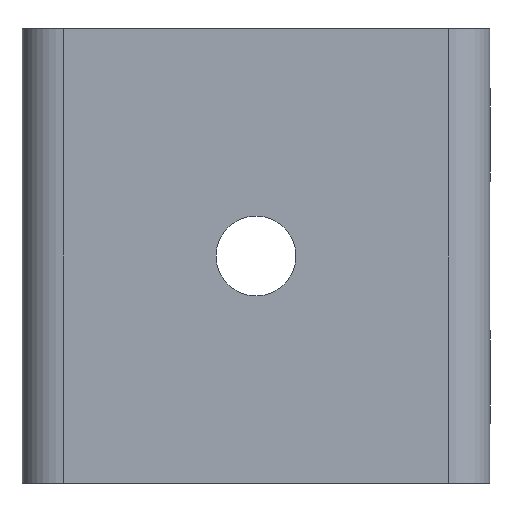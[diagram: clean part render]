
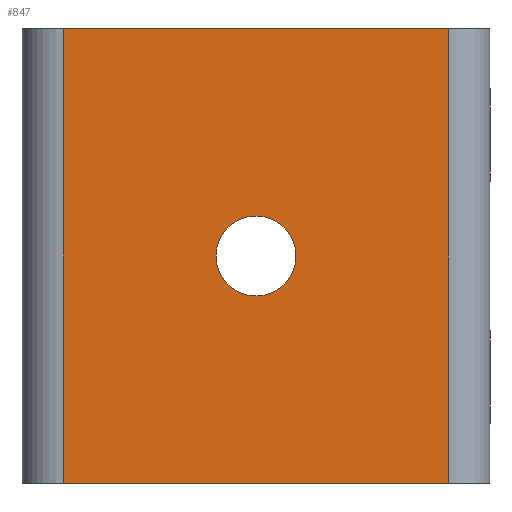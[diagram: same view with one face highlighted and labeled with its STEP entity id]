
A CAD part, left-side view. The second image highlights one B-rep face of the part: STEP entity #847.
In plain terms, the highlighted planar face has unit normal (-1, 0, 0).
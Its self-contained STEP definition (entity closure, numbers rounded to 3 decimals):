
#4 = CIRCLE ( 'NONE', #700, 2.9 ) ;
#11 = VECTOR ( 'NONE', #424, 1000. ) ;
#21 = VECTOR ( 'NONE', #277, 1000. ) ;
#23 = CARTESIAN_POINT ( 'NONE',  ( -1.5, 0., -2.9 ) ) ;
#51 = DIRECTION ( 'NONE',  ( 0., 0., 1. ) ) ;
#67 = FACE_OUTER_BOUND ( 'NONE', #612, .T. ) ;
#72 = PLANE ( 'NONE',  #415 ) ;
#100 = EDGE_CURVE ( 'NONE', #932, #657, #880, .T. ) ;
#145 = CARTESIAN_POINT ( 'NONE',  ( -1.5, 14., -16.5 ) ) ;
#152 = CARTESIAN_POINT ( 'NONE',  ( -1.5, 14., 16.5 ) ) ;
#156 = VERTEX_POINT ( 'NONE', #145 ) ;
#168 = ORIENTED_EDGE ( 'NONE', *, *, #479, .T. ) ;
#174 = AXIS2_PLACEMENT_3D ( 'NONE', #273, #562, #855 ) ;
#198 = CARTESIAN_POINT ( 'NONE',  ( -1.5, -14., 16.5 ) ) ;
#203 = LINE ( 'NONE', #797, #11 ) ;
#209 = DIRECTION ( 'NONE',  ( 0., 1., 0. ) ) ;
#231 = VECTOR ( 'NONE', #477, 1000. ) ;
#273 = CARTESIAN_POINT ( 'NONE',  ( -1.5, 0., 0. ) ) ;
#277 = DIRECTION ( 'NONE',  ( 0., 0., -1. ) ) ;
#374 = CARTESIAN_POINT ( 'NONE',  ( -1.5, 14., 16.5 ) ) ;
#377 = ORIENTED_EDGE ( 'NONE', *, *, #100, .F. ) ;
#389 = EDGE_CURVE ( 'NONE', #156, #553, #619, .T. ) ;
#392 = LINE ( 'NONE', #198, #570 ) ;
#415 = AXIS2_PLACEMENT_3D ( 'NONE', #437, #508, #209 ) ;
#424 = DIRECTION ( 'NONE',  ( 0., -1., 0. ) ) ;
#437 = CARTESIAN_POINT ( 'NONE',  ( -1.5, 15.5, 16.5 ) ) ;
#475 = VERTEX_POINT ( 'NONE', #152 ) ;
#476 = CARTESIAN_POINT ( 'NONE',  ( -1.5, 0., 0. ) ) ;
#477 = DIRECTION ( 'NONE',  ( 0., -1., 0. ) ) ;
#479 = EDGE_CURVE ( 'NONE', #475, #156, #870, .T. ) ;
#508 = DIRECTION ( 'NONE',  ( 1., 0., 0. ) ) ;
#543 = DIRECTION ( 'NONE',  ( 0., 0., -1. ) ) ;
#553 = VERTEX_POINT ( 'NONE', #825 ) ;
#562 = DIRECTION ( 'NONE',  ( -1., 0., 0. ) ) ;
#570 = VECTOR ( 'NONE', #543, 1000. ) ;
#612 = EDGE_LOOP ( 'NONE', ( #901, #763, #863, #168 ) ) ;
#619 = LINE ( 'NONE', #911, #231 ) ;
#645 = EDGE_LOOP ( 'NONE', ( #874, #377 ) ) ;
#657 = VERTEX_POINT ( 'NONE', #738 ) ;
#680 = EDGE_CURVE ( 'NONE', #657, #932, #4, .T. ) ;
#700 = AXIS2_PLACEMENT_3D ( 'NONE', #476, #914, #51 ) ;
#729 = EDGE_CURVE ( 'NONE', #912, #553, #392, .T. ) ;
#738 = CARTESIAN_POINT ( 'NONE',  ( -1.5, 0., 2.9 ) ) ;
#763 = ORIENTED_EDGE ( 'NONE', *, *, #729, .F. ) ;
#797 = CARTESIAN_POINT ( 'NONE',  ( -1.5, 15.5, 16.5 ) ) ;
#825 = CARTESIAN_POINT ( 'NONE',  ( -1.5, -14., -16.5 ) ) ;
#847 = ADVANCED_FACE ( 'NONE', ( #875, #67 ), #72, .F. ) ;
#850 = EDGE_CURVE ( 'NONE', #475, #912, #203, .T. ) ;
#855 = DIRECTION ( 'NONE',  ( 0., 0., 1. ) ) ;
#863 = ORIENTED_EDGE ( 'NONE', *, *, #850, .F. ) ;
#864 = CARTESIAN_POINT ( 'NONE',  ( -1.5, -14., 16.5 ) ) ;
#870 = LINE ( 'NONE', #374, #21 ) ;
#874 = ORIENTED_EDGE ( 'NONE', *, *, #680, .F. ) ;
#875 = FACE_BOUND ( 'NONE', #645, .T. ) ;
#880 = CIRCLE ( 'NONE', #174, 2.9 ) ;
#901 = ORIENTED_EDGE ( 'NONE', *, *, #389, .T. ) ;
#911 = CARTESIAN_POINT ( 'NONE',  ( -1.5, 15.5, -16.5 ) ) ;
#912 = VERTEX_POINT ( 'NONE', #864 ) ;
#914 = DIRECTION ( 'NONE',  ( -1., 0., 0. ) ) ;
#932 = VERTEX_POINT ( 'NONE', #23 ) ;
